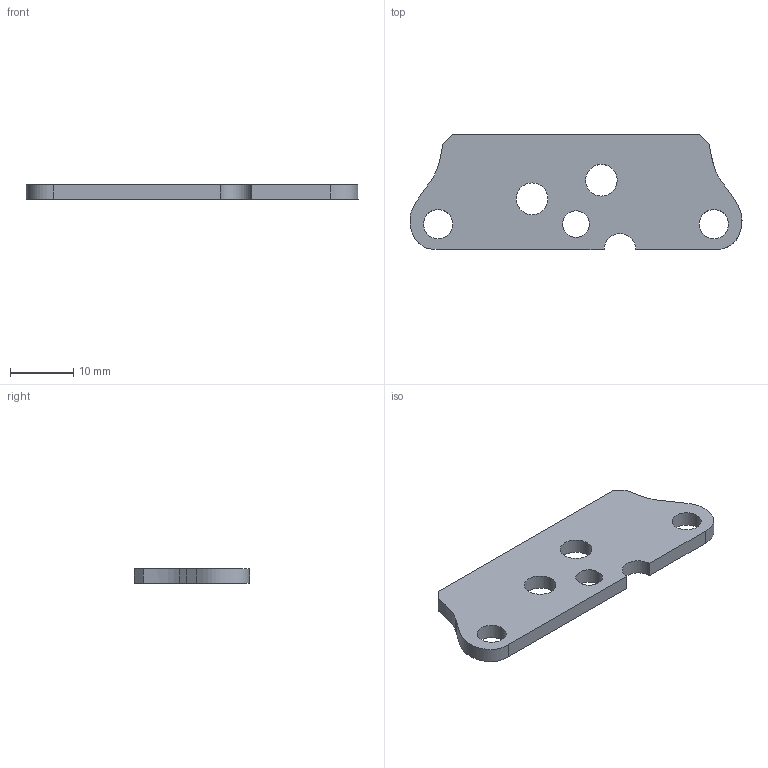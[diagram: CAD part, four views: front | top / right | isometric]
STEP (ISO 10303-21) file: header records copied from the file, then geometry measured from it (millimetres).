
FILE_DESCRIPTION(/* description */ (''),/* implementation_level */ '2;1');
FILE_NAME(/* name */ 'cannon_spacer.step',/* time_stamp */ '2023-01-10T08:21:09+01:00',/* author */ (''),/* organization */ (''),/* preprocessor_version */ 'ST-DEVELOPER v19.2',/* originating_system */ 'Autodesk Translation Framework v11.17.0.187',/* authorisation */ '');
FILE_SCHEMA (('AUTOMOTIVE_DESIGN { 1 0 10303 214 3 1 1 }'));
Length unit declared in the file: millimetre
Products named in the file (2): Mantis_MGN12_Rapido_and Rapido_UHF; CannonSpacer
Assembly tree (1 placements, depth 2):
  Mantis_MGN12_Rapido_and Rapido_UHF
    CannonSpacer
Bounding box: 52.37 x 18.15 x 2.35 mm (x, y, z)
Volume: 1785.3 mm3; surface area: 2002.1 mm2
Topology: 1 solids, 1 shells, 21 faces, 57 edges, 38 vertices
Faces by surface type: plane 11, cylinder 6, bspline 4
Full cylindrical faces by diameter (mm): 4.2 x1, 4.6 x2, 5 x2
Entity records: 1372 total; most frequent: CARTESIAN_POINT 783, ORIENTED_EDGE 114, DIRECTION 101, EDGE_CURVE 57, VERTEX_POINT 38, LINE 37, VECTOR 37, AXIS2_PLACEMENT_3D 32
